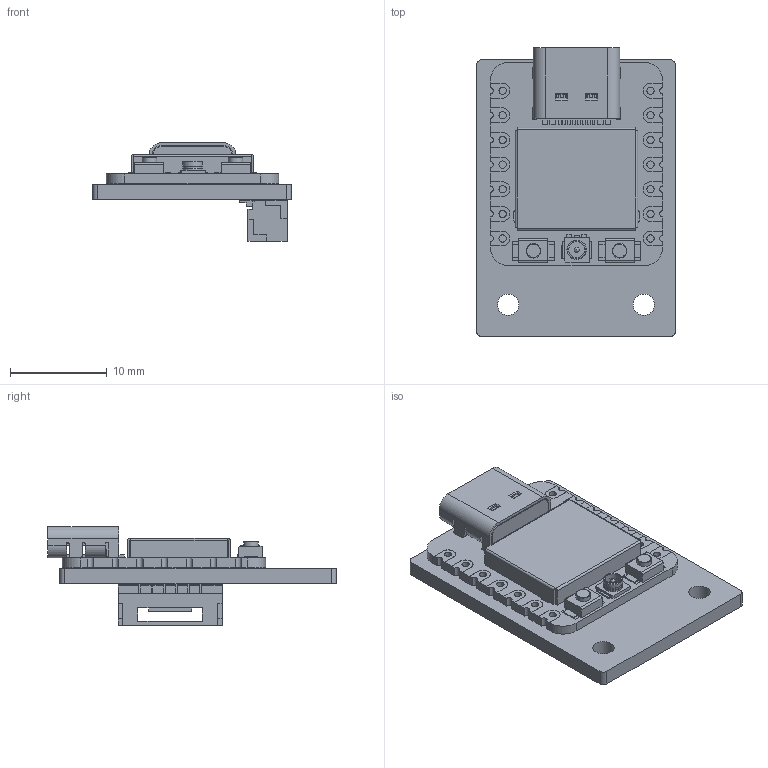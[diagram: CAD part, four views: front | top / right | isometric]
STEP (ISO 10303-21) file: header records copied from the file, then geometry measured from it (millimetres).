
FILE_DESCRIPTION(('KiCad electronic assembly'),'2;1');
FILE_NAME('dronebridge-radio.step','2025-03-23T12:17:03',('Pcbnew'),( 'Kicad'),'Open CASCADE STEP processor 7.8','KiCad to STEP converter' ,'Unknown');
FILE_SCHEMA(('AUTOMOTIVE_DESIGN { 1 0 10303 214 1 1 1 1 }'));
Length unit declared in the file: millimetre
Products named in the file (6): dronebridge-radio 1; Seeed Studio XIAO-ESP32-C3; Seeed Studio XIAO-ESP32-C3 v15; JST_GH_SM06B-GHS-TB_1x06-1MP_P1.25mm_Horizontal; JST_SM06B_GHS_TB; dronebridge-radio_PCB
Assembly tree (5 placements, depth 3):
  dronebridge-radio 1
    Seeed Studio XIAO-ESP32-C3
      Seeed Studio XIAO-ESP32-C3 v15
    JST_GH_SM06B-GHS-TB_1x06-1MP_P1.25mm_Horizontal
      JST_SM06B_GHS_TB
    dronebridge-radio_PCB
Bounding box: 20.5 x 29.75 x 10.15 mm (x, y, z)
Volume: 1563.6 mm3; surface area: 3658.4 mm2
Topology: 33 solids, 33 shells, 1149 faces, 3031 edges, 1975 vertices
Faces by surface type: plane 903, cylinder 214, torus 14, cone 9, sphere 7, bspline 2
Full cylindrical faces by diameter (mm): 0.5 x3, 0.6 x2, 0.7 x2, 0.75 x14, 1.5 x2, 1.524 x6, 1.65 x1, 1.9 x1, 2 x2, 2.2 x2
Entity records: 38440 total; most frequent: CARTESIAN_POINT 6454, ORIENTED_EDGE 6044, DIRECTION 5789, EDGE_CURVE 3022, LINE 2553, VECTOR 2553, VERTEX_POINT 1975, AXIS2_PLACEMENT_3D 1618
